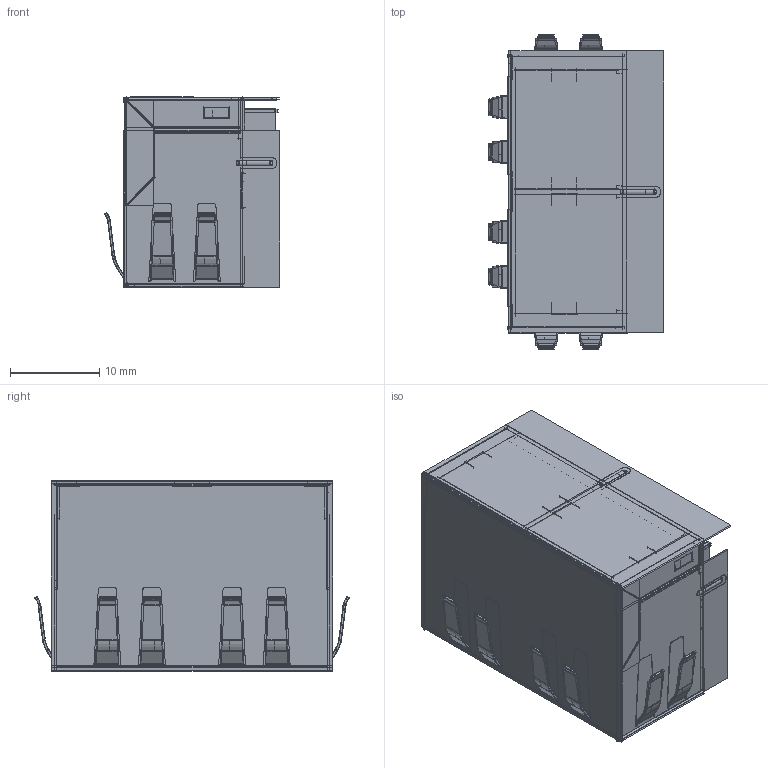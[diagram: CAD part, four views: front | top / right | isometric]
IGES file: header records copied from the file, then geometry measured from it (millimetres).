
Start section:  PTC IGES file: DGKYD112Q060DB2A1D3.igs
Global section: file name: DGKYD112Q060DB2A1D3.igs; native system: Creo Parametric by PTC Inc.; preprocessor: 2018400; author: Administrator; organization: Unknown; date: 20220309.104427; units: millimetre
Bounding box: 19.65 x 35.29 x 21.42 mm (x, y, z)
Surface area: 110367.8 mm2 (no closed solid volume)
Topology: 0 solids, 0 shells, 4764 faces, 83770 edges, 107744 vertices
Faces by surface type: bspline 3612, revolution 1152
